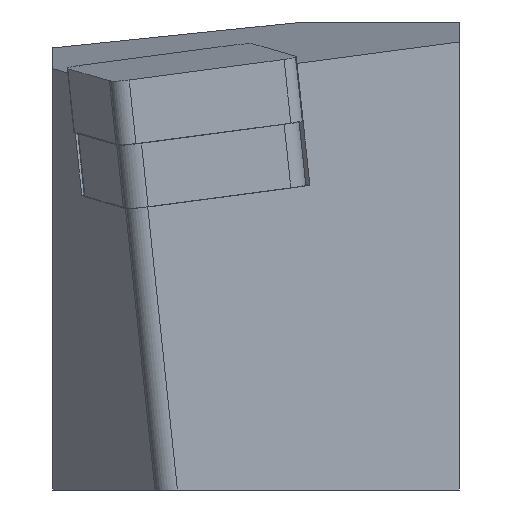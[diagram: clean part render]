
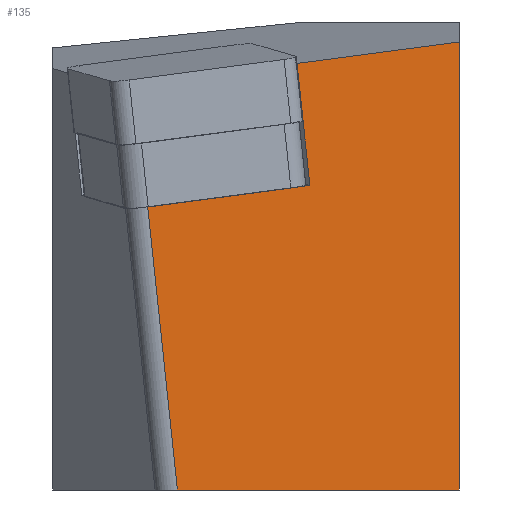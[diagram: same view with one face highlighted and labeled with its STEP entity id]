
A CAD part, left-side view. The second image highlights one B-rep face of the part: STEP entity #135.
In plain terms, the highlighted planar face has unit normal (-0.963, -0.258, -0.075).
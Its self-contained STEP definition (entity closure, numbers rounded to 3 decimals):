
#135=ADVANCED_FACE('',(#196),#170,.F.);
#170=PLANE('',#764);
#196=FACE_OUTER_BOUND('',#231,.T.);
#231=EDGE_LOOP('',(#450,#451,#452,#453,#454,#455,#456));
#261=LINE('',#1007,#332);
#273=LINE('',#1032,#344);
#286=LINE('',#1057,#357);
#288=LINE('',#1062,#359);
#289=LINE('',#1065,#360);
#290=LINE('',#1066,#361);
#291=LINE('',#1068,#362);
#332=VECTOR('',#821,1.);
#344=VECTOR('',#837,1.);
#357=VECTOR('',#858,1.);
#359=VECTOR('',#866,1.);
#360=VECTOR('',#867,1.);
#361=VECTOR('',#868,1.);
#362=VECTOR('',#869,1.);
#450=ORIENTED_EDGE('',*,*,#675,.T.);
#451=ORIENTED_EDGE('',*,*,#676,.F.);
#452=ORIENTED_EDGE('',*,*,#673,.F.);
#453=ORIENTED_EDGE('',*,*,#647,.T.);
#454=ORIENTED_EDGE('',*,*,#659,.T.);
#455=ORIENTED_EDGE('',*,*,#677,.F.);
#456=ORIENTED_EDGE('',*,*,#678,.T.);
#587=VERTEX_POINT('',#1006);
#588=VERTEX_POINT('',#1008);
#597=VERTEX_POINT('',#1030);
#605=VERTEX_POINT('',#1054);
#607=VERTEX_POINT('',#1063);
#608=VERTEX_POINT('',#1064);
#609=VERTEX_POINT('',#1067);
#647=EDGE_CURVE('',#588,#587,#261,.T.);
#659=EDGE_CURVE('',#587,#597,#273,.T.);
#673=EDGE_CURVE('',#588,#605,#286,.T.);
#675=EDGE_CURVE('',#607,#608,#288,.T.);
#676=EDGE_CURVE('',#605,#608,#289,.T.);
#677=EDGE_CURVE('',#609,#597,#290,.T.);
#678=EDGE_CURVE('',#609,#607,#291,.T.);
#764=AXIS2_PLACEMENT_3D('',#1069,#870,#871);
#821=DIRECTION('',(-0.077,0.,0.997));
#837=DIRECTION('',(-0.247,0.961,-0.127));
#858=DIRECTION('',(-0.259,0.966,0.));
#866=DIRECTION('',(-0.247,0.961,-0.127));
#867=DIRECTION('',(-0.105,0.104,0.989));
#868=DIRECTION('',(-0.105,0.104,0.989));
#869=DIRECTION('',(-0.247,0.961,-0.127));
#870=DIRECTION('',(0.963,0.258,0.075));
#871=DIRECTION('',(0.259,-0.966,0.));
#1006=CARTESIAN_POINT('',(-97.772,-21.536,9.022));
#1007=CARTESIAN_POINT('',(-95.356,-21.536,-22.145));
#1008=CARTESIAN_POINT('',(-96.065,-21.536,-13.));
#1030=CARTESIAN_POINT('',(-99.829,-13.553,7.966));
#1032=CARTESIAN_POINT('',(-98.119,-20.19,8.844));
#1054=CARTESIAN_POINT('',(-99.779,-7.673,-13.));
#1057=CARTESIAN_POINT('',(-96.489,-19.953,-13.));
#1062=CARTESIAN_POINT('',(-97.138,-22.166,3.028));
#1063=CARTESIAN_POINT('',(-99.335,-13.641,1.9));
#1064=CARTESIAN_POINT('',(-101.25,-6.211,0.917));
#1065=CARTESIAN_POINT('',(-119.61,12.049,174.644));
#1066=CARTESIAN_POINT('',(-117.555,4.077,175.699));
#1067=CARTESIAN_POINT('',(-99.195,-14.183,1.972));
#1068=CARTESIAN_POINT('',(-97.138,-22.166,3.028));
#1069=CARTESIAN_POINT('',(-115.498,-3.906,176.756));
